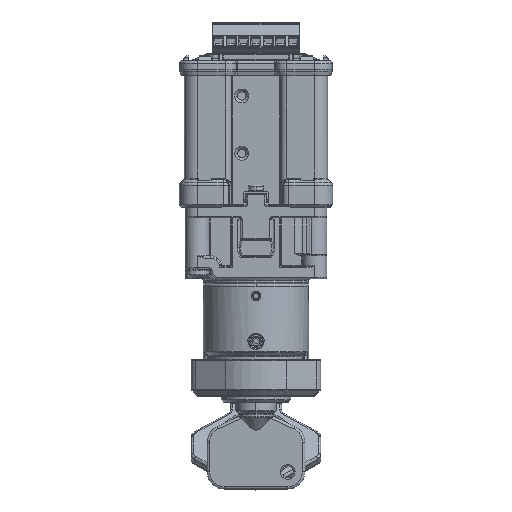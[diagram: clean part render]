
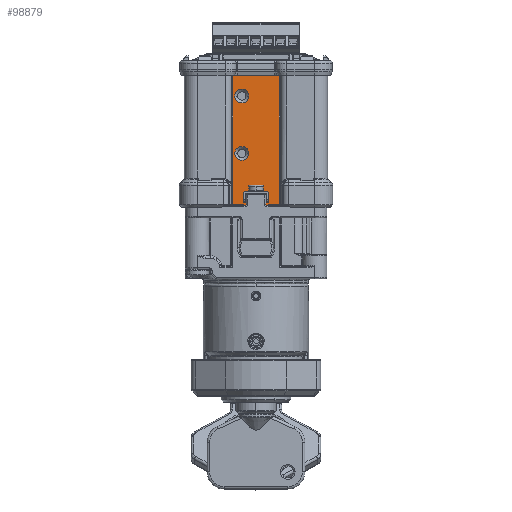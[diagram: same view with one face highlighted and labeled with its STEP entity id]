
A CAD part, left-side view. The second image highlights one B-rep face of the part: STEP entity #98879.
In plain terms, the highlighted planar face has unit normal (-1, 0, 0).
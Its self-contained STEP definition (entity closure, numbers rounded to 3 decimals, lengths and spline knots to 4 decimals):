
#282 = DIRECTION ( 'NONE',  ( 0., -1., 0. ) ) ;
#525 = EDGE_CURVE ( 'NONE', #96693, #62310, #35811, .T. ) ;
#960 = ORIENTED_EDGE ( 'NONE', *, *, #33412, .T. ) ;
#2212 = CARTESIAN_POINT ( 'NONE',  ( -0.5748, 0.378, 0.63 ) ) ;
#2734 = CARTESIAN_POINT ( 'NONE',  ( -0.5748, -0.378, 1.0039 ) ) ;
#3054 = DIRECTION ( 'NONE',  ( 1., 0., 0. ) ) ;
#4781 = VERTEX_POINT ( 'NONE', #52534 ) ;
#4911 = ORIENTED_EDGE ( 'NONE', *, *, #29325, .F. ) ;
#5829 = DIRECTION ( 'NONE',  ( -1., 0., 0. ) ) ;
#6351 = DIRECTION ( 'NONE',  ( 0., 1., 0. ) ) ;
#6706 = DIRECTION ( 'NONE',  ( 0., -1., 0. ) ) ;
#10021 = CARTESIAN_POINT ( 'NONE',  ( -0.5748, 0.1969, 1.0039 ) ) ;
#11747 = EDGE_CURVE ( 'NONE', #63970, #97215, #67848, .T. ) ;
#11999 = FACE_OUTER_BOUND ( 'NONE', #88188, .T. ) ;
#15114 = VECTOR ( 'NONE', #6351, 39.3701 ) ;
#16293 = CARTESIAN_POINT ( 'NONE',  ( -0.5748, -0.378, 3.2402 ) ) ;
#16839 = DIRECTION ( 'NONE',  ( 0., 1., 0. ) ) ;
#18209 = CARTESIAN_POINT ( 'NONE',  ( -0.5748, 0.1969, 0.2486 ) ) ;
#19099 = CARTESIAN_POINT ( 'NONE',  ( -0.5748, 0.3976, 3.2402 ) ) ;
#20082 = CARTESIAN_POINT ( 'NONE',  ( -0.5748, 0.9449, 0.9449 ) ) ;
#22007 = VECTOR ( 'NONE', #61349, 39.3701 ) ;
#25971 = VECTOR ( 'NONE', #79717, 39.3701 ) ;
#26303 = CARTESIAN_POINT ( 'NONE',  ( -0.5748, 0., 1.0039 ) ) ;
#27343 = CARTESIAN_POINT ( 'NONE',  ( -0.5748, -0.378, 0.63 ) ) ;
#27357 = LINE ( 'NONE', #20082, #74480 ) ;
#27455 = DIRECTION ( 'NONE',  ( 0., 1., 0. ) ) ;
#29164 = ORIENTED_EDGE ( 'NONE', *, *, #32354, .F. ) ;
#29325 = EDGE_CURVE ( 'NONE', #62184, #65342, #43576, .T. ) ;
#30008 = CARTESIAN_POINT ( 'NONE',  ( -0.5748, 0.378, 3.2402 ) ) ;
#31766 = CARTESIAN_POINT ( 'NONE',  ( -0.5748, 0.2283, 2.752 ) ) ;
#32354 = EDGE_CURVE ( 'NONE', #56585, #4781, #50987, .T. ) ;
#33412 = EDGE_CURVE ( 'NONE', #62310, #65342, #103156, .T. ) ;
#33679 = DIRECTION ( 'NONE',  ( 0., 0., -1. ) ) ;
#33742 = AXIS2_PLACEMENT_3D ( 'NONE', #31766, #65772, #6706 ) ;
#34658 = VERTEX_POINT ( 'NONE', #101817 ) ;
#35811 = LINE ( 'NONE', #19099, #43625 ) ;
#38207 = ORIENTED_EDGE ( 'NONE', *, *, #83667, .F. ) ;
#41402 = VECTOR ( 'NONE', #16839, 39.3701 ) ;
#41672 = DIRECTION ( 'NONE',  ( 0., -1., 0. ) ) ;
#42667 = EDGE_CURVE ( 'NONE', #4781, #34658, #27357, .T. ) ;
#43576 = LINE ( 'NONE', #26303, #41402 ) ;
#43625 = VECTOR ( 'NONE', #27455, 39.3701 ) ;
#43794 = VERTEX_POINT ( 'NONE', #49183 ) ;
#44093 = DIRECTION ( 'NONE',  ( 0., 1., 0. ) ) ;
#44405 = LINE ( 'NONE', #18209, #96299 ) ;
#47608 = CARTESIAN_POINT ( 'NONE',  ( -0.5748, 0., 1.0039 ) ) ;
#48186 = FACE_BOUND ( 'NONE', #64705, .T. ) ;
#48976 = AXIS2_PLACEMENT_3D ( 'NONE', #82226, #5829, #62704 ) ;
#49183 = CARTESIAN_POINT ( 'NONE',  ( -0.5748, 0.1161, 2.752 ) ) ;
#50304 = EDGE_CURVE ( 'NONE', #62262, #56585, #74350, .T. ) ;
#50987 = LINE ( 'NONE', #78261, #104153 ) ;
#52534 = CARTESIAN_POINT ( 'NONE',  ( -0.5748, -0.1969, 0.9449 ) ) ;
#54502 = ORIENTED_EDGE ( 'NONE', *, *, #42667, .F. ) ;
#55484 = ORIENTED_EDGE ( 'NONE', *, *, #84476, .T. ) ;
#56585 = VERTEX_POINT ( 'NONE', #83307 ) ;
#60297 = EDGE_CURVE ( 'NONE', #66185, #43794, #60480, .T. ) ;
#60480 = CIRCLE ( 'NONE', #33742, 0.1122 ) ;
#61349 = DIRECTION ( 'NONE',  ( 0., 0., 1. ) ) ;
#62184 = VERTEX_POINT ( 'NONE', #10021 ) ;
#62262 = VERTEX_POINT ( 'NONE', #2734 ) ;
#62310 = VERTEX_POINT ( 'NONE', #30008 ) ;
#62704 = DIRECTION ( 'NONE',  ( 0., -1., 0. ) ) ;
#62885 = ORIENTED_EDGE ( 'NONE', *, *, #60297, .T. ) ;
#63970 = VERTEX_POINT ( 'NONE', #100636 ) ;
#64705 = EDGE_LOOP ( 'NONE', ( #62885, #55484 ) ) ;
#65007 = CARTESIAN_POINT ( 'NONE',  ( -0.5748, 0.3406, 2.752 ) ) ;
#65342 = VERTEX_POINT ( 'NONE', #79636 ) ;
#65772 = DIRECTION ( 'NONE',  ( 1., 0., 0. ) ) ;
#66185 = VERTEX_POINT ( 'NONE', #65007 ) ;
#67707 = CARTESIAN_POINT ( 'NONE',  ( -0.5748, 0.2283, 2.752 ) ) ;
#67848 = CIRCLE ( 'NONE', #98149, 0.1122 ) ;
#68977 = DIRECTION ( 'NONE',  ( 0., 0., 1. ) ) ;
#69715 = LINE ( 'NONE', #27343, #22007 ) ;
#74350 = LINE ( 'NONE', #47608, #15114 ) ;
#74480 = VECTOR ( 'NONE', #44093, 39.3701 ) ;
#77184 = DIRECTION ( 'NONE',  ( 1., 0., 0. ) ) ;
#77566 = ORIENTED_EDGE ( 'NONE', *, *, #11747, .T. ) ;
#78261 = CARTESIAN_POINT ( 'NONE',  ( -0.5748, -0.1969, 0.2486 ) ) ;
#79636 = CARTESIAN_POINT ( 'NONE',  ( -0.5748, 0.378, 1.0039 ) ) ;
#79717 = DIRECTION ( 'NONE',  ( 0., 0., -1. ) ) ;
#82226 = CARTESIAN_POINT ( 'NONE',  ( -0.5748, 0.3976, 0.63 ) ) ;
#83307 = CARTESIAN_POINT ( 'NONE',  ( -0.5748, -0.1969, 1.0039 ) ) ;
#83667 = EDGE_CURVE ( 'NONE', #34658, #62184, #44405, .T. ) ;
#84476 = EDGE_CURVE ( 'NONE', #43794, #66185, #92774, .T. ) ;
#85182 = CARTESIAN_POINT ( 'NONE',  ( -0.5748, 0.2283, 1.8268 ) ) ;
#85311 = CARTESIAN_POINT ( 'NONE',  ( -0.5748, 0.3406, 1.8268 ) ) ;
#85767 = EDGE_LOOP ( 'NONE', ( #109864, #77566 ) ) ;
#86992 = CARTESIAN_POINT ( 'NONE',  ( -0.5748, 0.2283, 1.8268 ) ) ;
#88188 = EDGE_LOOP ( 'NONE', ( #29164, #97063, #99163, #93910, #960, #4911, #38207, #54502 ) ) ;
#88655 = DIRECTION ( 'NONE',  ( 1., 0., 0. ) ) ;
#90050 = EDGE_CURVE ( 'NONE', #62262, #96693, #69715, .T. ) ;
#90591 = FACE_BOUND ( 'NONE', #85767, .T. ) ;
#92396 = EDGE_CURVE ( 'NONE', #97215, #63970, #98961, .T. ) ;
#92774 = CIRCLE ( 'NONE', #105280, 0.1122 ) ;
#93910 = ORIENTED_EDGE ( 'NONE', *, *, #525, .T. ) ;
#95383 = DIRECTION ( 'NONE',  ( 0., 0., 1. ) ) ;
#96299 = VECTOR ( 'NONE', #68977, 39.3701 ) ;
#96693 = VERTEX_POINT ( 'NONE', #16293 ) ;
#97063 = ORIENTED_EDGE ( 'NONE', *, *, #50304, .F. ) ;
#97190 = AXIS2_PLACEMENT_3D ( 'NONE', #86992, #88655, #95383 ) ;
#97215 = VERTEX_POINT ( 'NONE', #85311 ) ;
#98149 = AXIS2_PLACEMENT_3D ( 'NONE', #85182, #3054, #41672 ) ;
#98879 = ADVANCED_FACE ( 'NONE', ( #11999, #90591, #48186 ), #107321, .T. ) ;
#98961 = CIRCLE ( 'NONE', #97190, 0.1122 ) ;
#99163 = ORIENTED_EDGE ( 'NONE', *, *, #90050, .T. ) ;
#100636 = CARTESIAN_POINT ( 'NONE',  ( -0.5748, 0.1161, 1.8268 ) ) ;
#101817 = CARTESIAN_POINT ( 'NONE',  ( -0.5748, 0.1969, 0.9449 ) ) ;
#103156 = LINE ( 'NONE', #2212, #25971 ) ;
#104153 = VECTOR ( 'NONE', #33679, 39.3701 ) ;
#105280 = AXIS2_PLACEMENT_3D ( 'NONE', #67707, #77184, #282 ) ;
#107321 = PLANE ( 'NONE',  #48976 ) ;
#109864 = ORIENTED_EDGE ( 'NONE', *, *, #92396, .T. ) ;
